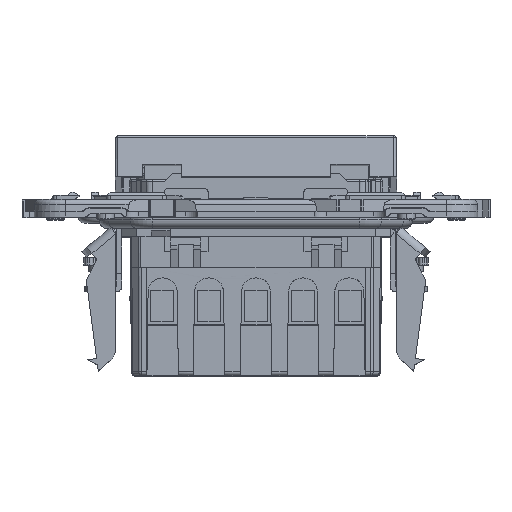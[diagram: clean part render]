
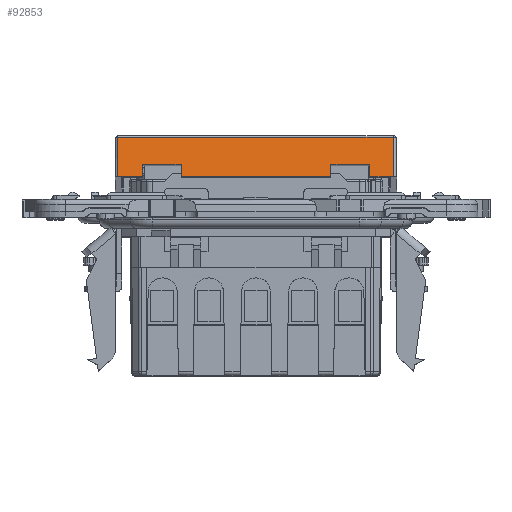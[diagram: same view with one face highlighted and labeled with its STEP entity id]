
A CAD part, top view. The second image highlights one B-rep face of the part: STEP entity #92853.
In plain terms, the highlighted planar face has unit normal (0, 0.17, 0.986).
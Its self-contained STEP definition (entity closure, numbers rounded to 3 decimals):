
#1846 = VECTOR ( 'NONE', #45548, 1000. ) ;
#2729 = ORIENTED_EDGE ( 'NONE', *, *, #19236, .F. ) ;
#3324 = ORIENTED_EDGE ( 'NONE', *, *, #28732, .F. ) ;
#3380 = VERTEX_POINT ( 'NONE', #27489 ) ;
#3696 = CARTESIAN_POINT ( 'NONE',  ( 21.949, 6.461, 22.222 ) ) ;
#4353 = CARTESIAN_POINT ( 'NONE',  ( -10.371, 9.988, 21.615 ) ) ;
#5749 = DIRECTION ( 'NONE',  ( 1., 0., 0. ) ) ;
#8386 = LINE ( 'NONE', #74193, #28868 ) ;
#8779 = LINE ( 'NONE', #15282, #80473 ) ;
#10868 = EDGE_CURVE ( 'NONE', #54837, #3380, #94279, .T. ) ;
#14301 = CARTESIAN_POINT ( 'NONE',  ( 21.949, 6.461, 22.222 ) ) ;
#14613 = CARTESIAN_POINT ( 'NONE',  ( -22.072, 12.723, 21.144 ) ) ;
#15063 = CARTESIAN_POINT ( 'NONE',  ( 18.15, 6.461, 22.222 ) ) ;
#15229 = ORIENTED_EDGE ( 'NONE', *, *, #102703, .F. ) ;
#15282 = CARTESIAN_POINT ( 'NONE',  ( -11.95, 6.461, 22.222 ) ) ;
#16715 = ORIENTED_EDGE ( 'NONE', *, *, #80607, .T. ) ;
#19236 = EDGE_CURVE ( 'NONE', #77441, #78485, #62528, .T. ) ;
#20549 = PLANE ( 'NONE',  #30747 ) ;
#23171 = CARTESIAN_POINT ( 'NONE',  ( -18.15, 6.461, 22.222 ) ) ;
#23491 = VECTOR ( 'NONE', #56126, 1000. ) ;
#26697 = DIRECTION ( 'NONE',  ( 1., 0., 0. ) ) ;
#27489 = CARTESIAN_POINT ( 'NONE',  ( 18.15, 8.435, 21.882 ) ) ;
#27960 = DIRECTION ( 'NONE',  ( -0.012, 0.985, -0.17 ) ) ;
#28732 = EDGE_CURVE ( 'NONE', #71513, #50164, #84427, .T. ) ;
#28824 = CARTESIAN_POINT ( 'NONE',  ( 21.949, 6.461, 22.222 ) ) ;
#28868 = VECTOR ( 'NONE', #26697, 1000. ) ;
#30747 = AXIS2_PLACEMENT_3D ( 'NONE', #4353, #102017, #86361 ) ;
#31244 = LINE ( 'NONE', #15063, #55300 ) ;
#32553 = EDGE_LOOP ( 'NONE', ( #35115, #59780, #16715, #2729, #35923, #15229, #65570, #86176, #44959, #73191, #3324, #105581 ) ) ;
#34443 = CARTESIAN_POINT ( 'NONE',  ( -18.15, 8.435, 21.882 ) ) ;
#35115 = ORIENTED_EDGE ( 'NONE', *, *, #54377, .F. ) ;
#35923 = ORIENTED_EDGE ( 'NONE', *, *, #94448, .F. ) ;
#38693 = VERTEX_POINT ( 'NONE', #93805 ) ;
#40188 = LINE ( 'NONE', #65533, #85253 ) ;
#41106 = CARTESIAN_POINT ( 'NONE',  ( -11.95, 8.435, 21.882 ) ) ;
#41639 = LINE ( 'NONE', #41106, #91576 ) ;
#44906 = VERTEX_POINT ( 'NONE', #89345 ) ;
#44959 = ORIENTED_EDGE ( 'NONE', *, *, #10868, .T. ) ;
#45142 = VERTEX_POINT ( 'NONE', #54198 ) ;
#45548 = DIRECTION ( 'NONE',  ( -1., 0., 0. ) ) ;
#46217 = LINE ( 'NONE', #78600, #72335 ) ;
#47607 = VERTEX_POINT ( 'NONE', #71916 ) ;
#50164 = VERTEX_POINT ( 'NONE', #86383 ) ;
#51323 = EDGE_CURVE ( 'NONE', #47607, #44906, #88508, .T. ) ;
#54198 = CARTESIAN_POINT ( 'NONE',  ( -11.95, 6.461, 22.222 ) ) ;
#54377 = EDGE_CURVE ( 'NONE', #47607, #66205, #81313, .T. ) ;
#54837 = VERTEX_POINT ( 'NONE', #58479 ) ;
#55300 = VECTOR ( 'NONE', #97579, 1000. ) ;
#56126 = DIRECTION ( 'NONE',  ( -0.012, -0.985, 0.17 ) ) ;
#57013 = CARTESIAN_POINT ( 'NONE',  ( -22.072, 12.723, 21.144 ) ) ;
#58479 = CARTESIAN_POINT ( 'NONE',  ( 11.95, 8.435, 21.882 ) ) ;
#59780 = ORIENTED_EDGE ( 'NONE', *, *, #51323, .T. ) ;
#61002 = VECTOR ( 'NONE', #61894, 1000. ) ;
#61534 = FACE_OUTER_BOUND ( 'NONE', #32553, .T. ) ;
#61894 = DIRECTION ( 'NONE',  ( 1., 0., 0. ) ) ;
#62528 = LINE ( 'NONE', #106186, #80927 ) ;
#65488 = VECTOR ( 'NONE', #27960, 1000. ) ;
#65533 = CARTESIAN_POINT ( 'NONE',  ( 11.95, 8.435, 21.882 ) ) ;
#65570 = ORIENTED_EDGE ( 'NONE', *, *, #103491, .T. ) ;
#65955 = DIRECTION ( 'NONE',  ( 0., 0.985, -0.17 ) ) ;
#66205 = VERTEX_POINT ( 'NONE', #73101 ) ;
#71513 = VERTEX_POINT ( 'NONE', #14301 ) ;
#71916 = CARTESIAN_POINT ( 'NONE',  ( -22.072, 12.723, 21.144 ) ) ;
#72335 = VECTOR ( 'NONE', #5749, 1000. ) ;
#72452 = EDGE_CURVE ( 'NONE', #71513, #66205, #76532, .T. ) ;
#72590 = VERTEX_POINT ( 'NONE', #93267 ) ;
#73101 = CARTESIAN_POINT ( 'NONE',  ( 21.872, 12.723, 21.144 ) ) ;
#73191 = ORIENTED_EDGE ( 'NONE', *, *, #81468, .F. ) ;
#74193 = CARTESIAN_POINT ( 'NONE',  ( -11.95, 6.461, 22.222 ) ) ;
#76532 = LINE ( 'NONE', #3696, #65488 ) ;
#77441 = VERTEX_POINT ( 'NONE', #34443 ) ;
#78485 = VERTEX_POINT ( 'NONE', #23171 ) ;
#78600 = CARTESIAN_POINT ( 'NONE',  ( -22.149, 6.461, 22.222 ) ) ;
#80473 = VECTOR ( 'NONE', #65955, 1000. ) ;
#80607 = EDGE_CURVE ( 'NONE', #44906, #78485, #46217, .T. ) ;
#80927 = VECTOR ( 'NONE', #89984, 1000. ) ;
#81313 = LINE ( 'NONE', #57013, #92661 ) ;
#81468 = EDGE_CURVE ( 'NONE', #50164, #3380, #31244, .T. ) ;
#84427 = LINE ( 'NONE', #28824, #1846 ) ;
#85253 = VECTOR ( 'NONE', #98973, 1000. ) ;
#86176 = ORIENTED_EDGE ( 'NONE', *, *, #97888, .F. ) ;
#86361 = DIRECTION ( 'NONE',  ( -1., 0., 0. ) ) ;
#86383 = CARTESIAN_POINT ( 'NONE',  ( 18.15, 6.461, 22.222 ) ) ;
#87246 = CARTESIAN_POINT ( 'NONE',  ( 11.95, 8.435, 21.882 ) ) ;
#88508 = LINE ( 'NONE', #14613, #23491 ) ;
#89345 = CARTESIAN_POINT ( 'NONE',  ( -22.149, 6.461, 22.222 ) ) ;
#89919 = DIRECTION ( 'NONE',  ( 1., 0., 0. ) ) ;
#89984 = DIRECTION ( 'NONE',  ( 0., -0.985, 0.17 ) ) ;
#91576 = VECTOR ( 'NONE', #98314, 1000. ) ;
#92661 = VECTOR ( 'NONE', #89919, 1000. ) ;
#92853 = ADVANCED_FACE ( 'NONE', ( #61534 ), #20549, .T. ) ;
#93267 = CARTESIAN_POINT ( 'NONE',  ( 11.95, 6.461, 22.222 ) ) ;
#93805 = CARTESIAN_POINT ( 'NONE',  ( -11.95, 8.435, 21.882 ) ) ;
#94279 = LINE ( 'NONE', #87246, #61002 ) ;
#94448 = EDGE_CURVE ( 'NONE', #38693, #77441, #41639, .T. ) ;
#97579 = DIRECTION ( 'NONE',  ( 0., 0.985, -0.17 ) ) ;
#97888 = EDGE_CURVE ( 'NONE', #54837, #72590, #40188, .T. ) ;
#98314 = DIRECTION ( 'NONE',  ( -1., 0., 0. ) ) ;
#98973 = DIRECTION ( 'NONE',  ( 0., -0.985, 0.17 ) ) ;
#102017 = DIRECTION ( 'NONE',  ( 0., 0.17, 0.985 ) ) ;
#102703 = EDGE_CURVE ( 'NONE', #45142, #38693, #8779, .T. ) ;
#103491 = EDGE_CURVE ( 'NONE', #45142, #72590, #8386, .T. ) ;
#105581 = ORIENTED_EDGE ( 'NONE', *, *, #72452, .T. ) ;
#106186 = CARTESIAN_POINT ( 'NONE',  ( -18.15, 8.435, 21.882 ) ) ;
